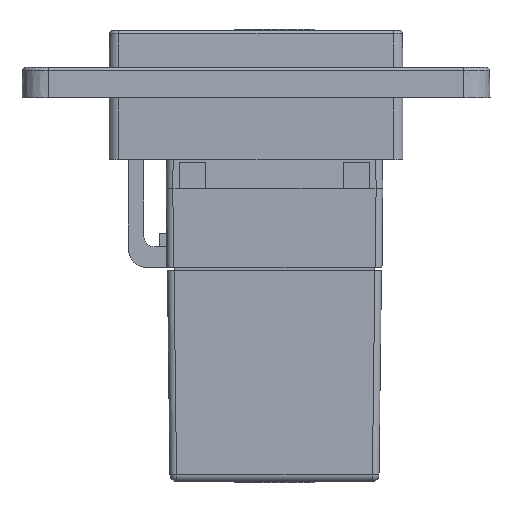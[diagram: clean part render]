
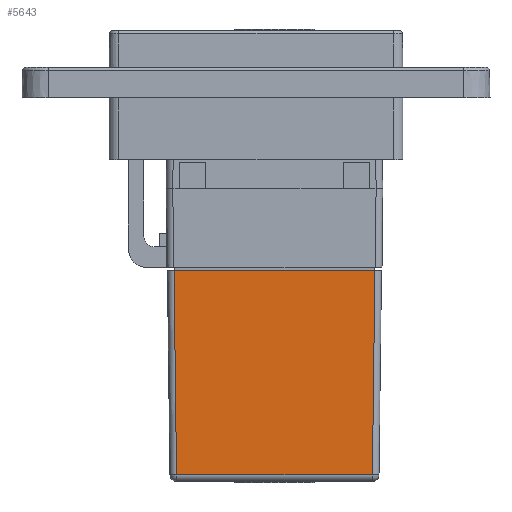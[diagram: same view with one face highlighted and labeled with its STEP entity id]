
A CAD part, left-side view. The second image highlights one B-rep face of the part: STEP entity #5643.
In plain terms, the highlighted planar face has unit normal (-1, 0, -0.012).
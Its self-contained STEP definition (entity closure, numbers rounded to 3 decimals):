
#451=FACE_OUTER_BOUND('',#764,.T.);
#764=EDGE_LOOP('',(#4570,#4571,#4572,#4573));
#1320=LINE('',#8820,#1955);
#1404=LINE('',#8990,#2039);
#1405=LINE('',#8992,#2040);
#1406=LINE('',#8993,#2041);
#1955=VECTOR('',#7127,1.);
#2039=VECTOR('',#7257,1.);
#2040=VECTOR('',#7258,1.);
#2041=VECTOR('',#7259,1.);
#2498=VERTEX_POINT('',#8817);
#2499=VERTEX_POINT('',#8819);
#2562=VERTEX_POINT('',#8989);
#2563=VERTEX_POINT('',#8991);
#3179=EDGE_CURVE('',#2499,#2498,#1320,.T.);
#3266=EDGE_CURVE('',#2498,#2562,#1404,.T.);
#3267=EDGE_CURVE('',#2562,#2563,#1405,.T.);
#3268=EDGE_CURVE('',#2563,#2499,#1406,.T.);
#4570=ORIENTED_EDGE('',*,*,#3179,.T.);
#4571=ORIENTED_EDGE('',*,*,#3266,.T.);
#4572=ORIENTED_EDGE('',*,*,#3267,.T.);
#4573=ORIENTED_EDGE('',*,*,#3268,.T.);
#5074=PLANE('',#6031);
#5643=ADVANCED_FACE('',(#451),#5074,.F.);
#6031=AXIS2_PLACEMENT_3D('',#8988,#7255,#7256);
#7127=DIRECTION('',(0.,1.,0.));
#7255=DIRECTION('center_axis',(1.,0.,
0.012));
#7256=DIRECTION('ref_axis',(0.012,0.,-1.));
#7257=DIRECTION('',(0.012,-0.012,-1.));
#7258=DIRECTION('',(0.,-1.,0.));
#7259=DIRECTION('',(-0.012,-0.012,1.));
#8817=CARTESIAN_POINT('',(-7.325,7.618,-18.2));
#8819=CARTESIAN_POINT('',(-7.325,-7.618,-18.2));
#8820=CARTESIAN_POINT('',(-7.325,-7.3,-18.2));
#8988=CARTESIAN_POINT('Origin',(-7.129,-7.3,-34.2));
#8989=CARTESIAN_POINT('',(-7.135,7.429,-33.706));
#8990=CARTESIAN_POINT('',(-7.127,7.421,-34.38));
#8991=CARTESIAN_POINT('',(-7.135,-7.429,-33.706));
#8992=CARTESIAN_POINT('',(-7.135,-7.423,-33.706));
#8993=CARTESIAN_POINT('',(-7.129,-7.423,-34.201));
